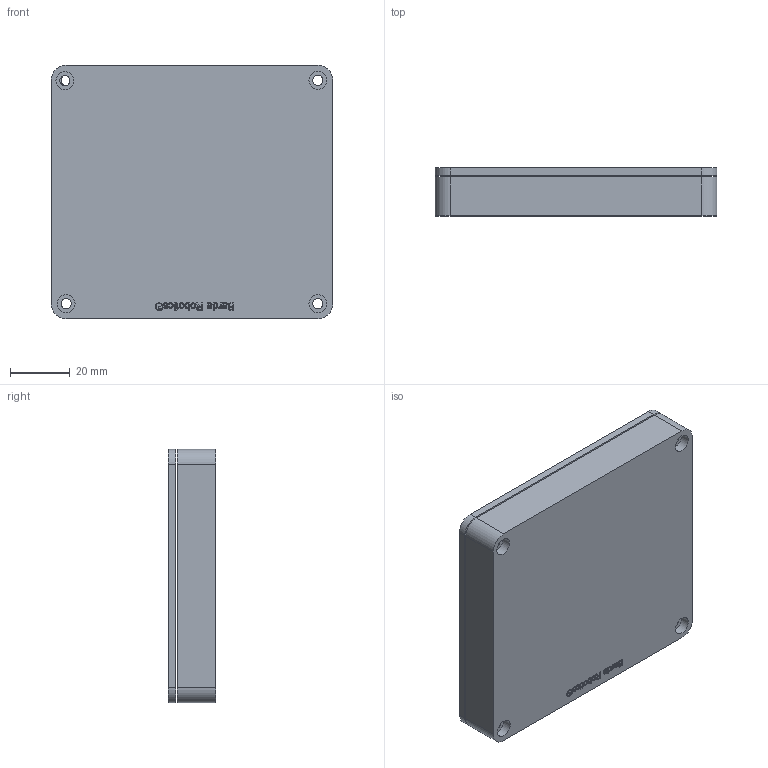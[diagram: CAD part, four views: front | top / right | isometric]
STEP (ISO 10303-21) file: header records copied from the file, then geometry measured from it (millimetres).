
FILE_DESCRIPTION(/* description */ (''),/* implementation_level */ '2;1');
FILE_NAME(/* name */ 'Gonza''s entire Macropad.step',/* time_stamp */ '2026-01-17T19:11:57-03:00',/* author */ (''),/* organization */ (''),/* preprocessor_version */ 'ST-DEVELOPER v20.1',/* originating_system */ 'Autodesk Translation Framework v14.21.0.0',/* authorisation */ '');
FILE_SCHEMA (('AUTOMOTIVE_DESIGN { 1 0 10303 214 3 1 1 }'));
Length unit declared in the file: millimetre
Products named in the file (2): 2025-12-21-16-35-56-540; 2025-12-21-16-36-43-774
Assembly tree (1 placements, depth 2):
  2025-12-21-16-35-56-540
    2025-12-21-16-36-43-774
Bounding box: 94.1 x 16 x 84.6 mm (x, y, z)
Volume: 74211.2 mm3; surface area: 48057.3 mm2
Topology: 3 solids, 3 shells, 516 faces, 1440 edges, 960 vertices
Faces by surface type: bspline 265, plane 155, cylinder 96
Full cylindrical faces by diameter (mm): 0.889 x14, 1 x5, 1.5 x12, 1.7 x12, 2.6 x2, 3.4 x8, 4 x6, 6 x4, 7 x1
Entity records: 19370 total; most frequent: CARTESIAN_POINT 7424, ORIENTED_EDGE 2880, DIRECTION 1610, EDGE_CURVE 1440, VERTEX_POINT 960, LINE 718, VECTOR 718, EDGE_LOOP 678
